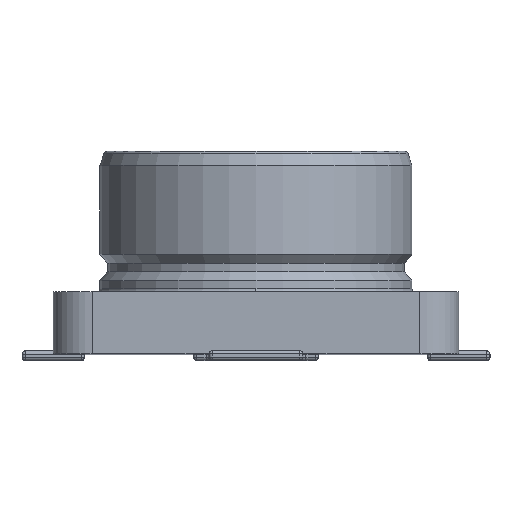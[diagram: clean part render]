
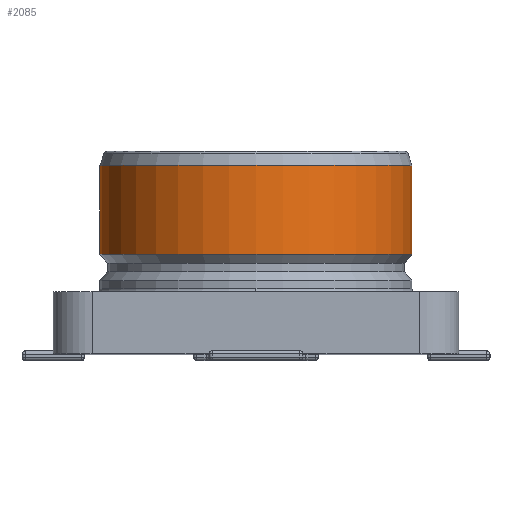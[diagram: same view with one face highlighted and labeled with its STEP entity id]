
A CAD part, top view. The second image highlights one B-rep face of the part: STEP entity #2085.
In plain terms, the highlighted cylindrical face has radius 1 mm (diameter 2 mm), a partial arc.
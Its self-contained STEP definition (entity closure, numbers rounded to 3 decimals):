
#53 = CARTESIAN_POINT ( 'NONE',  ( -1., 0.68, 0. ) ) ;
#286 = VERTEX_POINT ( 'NONE', #2308 ) ;
#641 = VERTEX_POINT ( 'NONE', #53 ) ;
#759 = VERTEX_POINT ( 'NONE', #2505 ) ;
#791 = CARTESIAN_POINT ( 'NONE',  ( 1., 0., 0. ) ) ;
#880 = ORIENTED_EDGE ( 'NONE', *, *, #1157, .T. ) ;
#910 = VECTOR ( 'NONE', #4686, 1000. ) ;
#1041 = AXIS2_PLACEMENT_3D ( 'NONE', #2715, #3110, #5047 ) ;
#1109 = DIRECTION ( 'NONE',  ( 1., 0., 0. ) ) ;
#1157 = EDGE_CURVE ( 'NONE', #286, #1787, #3051, .T. ) ;
#1542 = CIRCLE ( 'NONE', #4445, 1. ) ;
#1715 = FACE_OUTER_BOUND ( 'NONE', #4470, .T. ) ;
#1787 = VERTEX_POINT ( 'NONE', #3998 ) ;
#1863 = CARTESIAN_POINT ( 'NONE',  ( 0., 0.68, 0. ) ) ;
#2013 = EDGE_CURVE ( 'NONE', #759, #641, #1542, .T. ) ;
#2044 = ORIENTED_EDGE ( 'NONE', *, *, #3412, .T. ) ;
#2070 = ORIENTED_EDGE ( 'NONE', *, *, #2137, .F. ) ;
#2085 = ADVANCED_FACE ( 'NONE', ( #1715 ), #2571, .T. ) ;
#2137 = EDGE_CURVE ( 'NONE', #286, #759, #4109, .T. ) ;
#2308 = CARTESIAN_POINT ( 'NONE',  ( 1., 1.25, 0. ) ) ;
#2505 = CARTESIAN_POINT ( 'NONE',  ( 1., 0.68, 0. ) ) ;
#2571 = CYLINDRICAL_SURFACE ( 'NONE', #1041, 1. ) ;
#2582 = LINE ( 'NONE', #3566, #3767 ) ;
#2715 = CARTESIAN_POINT ( 'NONE',  ( 0., 0., 0. ) ) ;
#2821 = DIRECTION ( 'NONE',  ( 0., -1., 0. ) ) ;
#2927 = AXIS2_PLACEMENT_3D ( 'NONE', #3975, #2821, #3261 ) ;
#3051 = CIRCLE ( 'NONE', #2927, 1. ) ;
#3086 = ORIENTED_EDGE ( 'NONE', *, *, #2013, .F. ) ;
#3110 = DIRECTION ( 'NONE',  ( 0., -1., 0. ) ) ;
#3261 = DIRECTION ( 'NONE',  ( 1., 0., 0. ) ) ;
#3412 = EDGE_CURVE ( 'NONE', #1787, #641, #2582, .T. ) ;
#3566 = CARTESIAN_POINT ( 'NONE',  ( -1., 0., 0. ) ) ;
#3767 = VECTOR ( 'NONE', #4802, 1000. ) ;
#3975 = CARTESIAN_POINT ( 'NONE',  ( 0., 1.25, 0. ) ) ;
#3998 = CARTESIAN_POINT ( 'NONE',  ( -1., 1.25, 0. ) ) ;
#4109 = LINE ( 'NONE', #791, #910 ) ;
#4445 = AXIS2_PLACEMENT_3D ( 'NONE', #1863, #4614, #1109 ) ;
#4470 = EDGE_LOOP ( 'NONE', ( #880, #2044, #3086, #2070 ) ) ;
#4614 = DIRECTION ( 'NONE',  ( 0., -1., 0. ) ) ;
#4686 = DIRECTION ( 'NONE',  ( 0., -1., 0. ) ) ;
#4802 = DIRECTION ( 'NONE',  ( 0., -1., 0. ) ) ;
#5047 = DIRECTION ( 'NONE',  ( 1., 0., 0. ) ) ;
